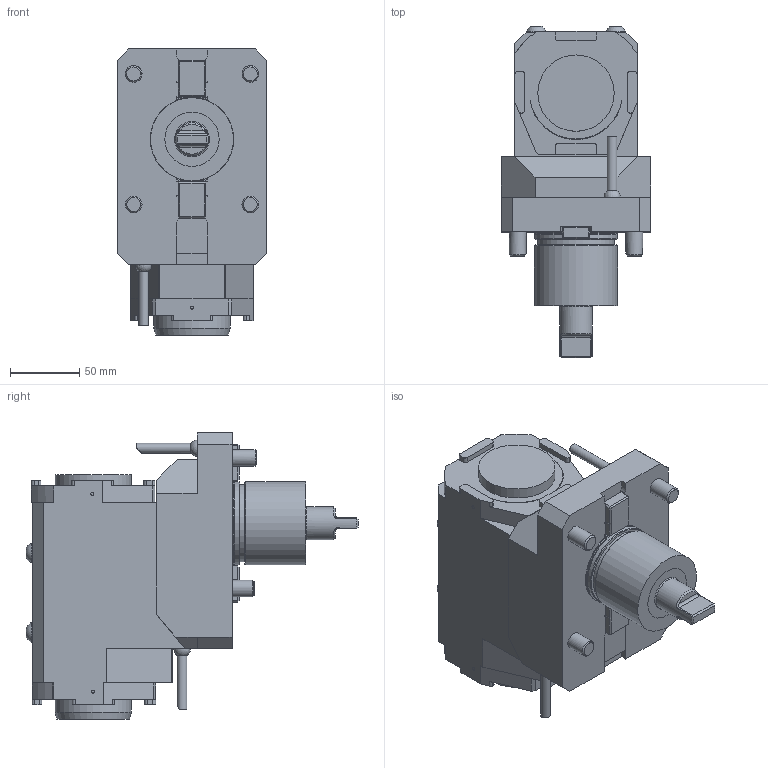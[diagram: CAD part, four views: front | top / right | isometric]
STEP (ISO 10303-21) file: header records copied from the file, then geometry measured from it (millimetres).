
FILE_DESCRIPTION (( 'STEP AP214' ), '1' );
FILE_NAME ('RRPPTAH32I321UG4.STEP', '2025-11-11T08:29:25', ( '' ), ( '' ), 'SwSTEP 2.0', 'SolidWorks 2023', '' );
FILE_SCHEMA (( 'AUTOMOTIVE_DESIGN' ));
Length unit declared in the file: millimetre
Products named in the file (1): RRPPTAH32I321UG4
Bounding box: 108 x 239.1 x 206 mm (x, y, z)
Volume: 2235753.5 mm3; surface area: 132831.9 mm2
Topology: 1 solids, 3 shells, 666 faces, 1745 edges, 1151 vertices
Faces by surface type: plane 435, cylinder 109, bspline 87, cone 26, sphere 6, torus 3
Full cylindrical faces by diameter (mm): 1.7 x1, 2.1 x1, 4 x2, 6.366 x1, 7 x2, 12 x4, 14 x4, 23.7 x1, 55 x2, 55.2 x1, 59.5 x1, 59.8 x1, 59.9 x1, 67 x1
Entity records: 25918 total; most frequent: CARTESIAN_POINT 10090, ORIENTED_EDGE 3386, DIRECTION 2879, EDGE_CURVE 1693, LINE 1215, VECTOR 1215, VERTEX_POINT 1136, AXIS2_PLACEMENT_3D 832
